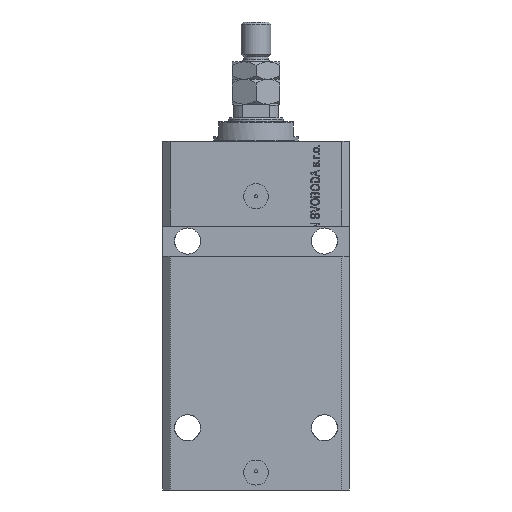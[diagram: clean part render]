
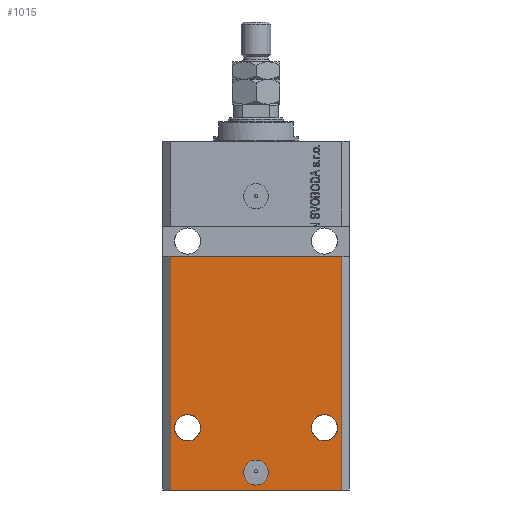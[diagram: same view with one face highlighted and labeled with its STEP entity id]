
A CAD part, front view. The second image highlights one B-rep face of the part: STEP entity #1015.
In plain terms, the highlighted planar face has unit normal (0, -1, 0).
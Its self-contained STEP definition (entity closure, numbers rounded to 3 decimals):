
#93 = EDGE_LOOP ( 'NONE', ( #22498, #17259, #1936, #7958 ) ) ;
#94 = CIRCLE ( 'NONE', #41938, 5.25 ) ;
#691 = CARTESIAN_POINT ( 'NONE',  ( 32.75, -27.5, -115. ) ) ;
#794 = AXIS2_PLACEMENT_3D ( 'NONE', #32571, #25151, #13295 ) ;
#1015 = ADVANCED_FACE ( 'NONE', ( #27336, #38244, #1377, #41971 ), #26608, .T. ) ;
#1361 = AXIS2_PLACEMENT_3D ( 'NONE', #20859, #40157, #13708 ) ;
#1377 = FACE_BOUND ( 'NONE', #40583, .T. ) ;
#1794 = DIRECTION ( 'NONE',  ( 1., 0., 0. ) ) ;
#1936 = ORIENTED_EDGE ( 'NONE', *, *, #9693, .T. ) ;
#2992 = ORIENTED_EDGE ( 'NONE', *, *, #27953, .F. ) ;
#3803 = DIRECTION ( 'NONE',  ( 1., 0., 0. ) ) ;
#4018 = EDGE_CURVE ( 'NONE', #47873, #47100, #6401, .T. ) ;
#4732 = CARTESIAN_POINT ( 'NONE',  ( 22.25, -27.5, -115. ) ) ;
#5956 = CARTESIAN_POINT ( 'NONE',  ( -27.5, -27.5, -115. ) ) ;
#5992 = VECTOR ( 'NONE', #34740, 1000. ) ;
#6267 = VECTOR ( 'NONE', #10961, 1000. ) ;
#6401 = CIRCLE ( 'NONE', #16651, 5. ) ;
#6921 = EDGE_CURVE ( 'NONE', #15353, #40753, #19401, .T. ) ;
#7431 = ORIENTED_EDGE ( 'NONE', *, *, #34474, .F. ) ;
#7958 = ORIENTED_EDGE ( 'NONE', *, *, #21640, .T. ) ;
#9209 = CARTESIAN_POINT ( 'NONE',  ( 27.5, -27.5, -115. ) ) ;
#9693 = EDGE_CURVE ( 'NONE', #15353, #27392, #33247, .T. ) ;
#10173 = DIRECTION ( 'NONE',  ( -1., 0., 0. ) ) ;
#10433 = VERTEX_POINT ( 'NONE', #19927 ) ;
#10859 = CARTESIAN_POINT ( 'NONE',  ( 34.5, -27.5, -140. ) ) ;
#10961 = DIRECTION ( 'NONE',  ( 0., 0., 1. ) ) ;
#12620 = AXIS2_PLACEMENT_3D ( 'NONE', #19680, #35023, #16454 ) ;
#12796 = VERTEX_POINT ( 'NONE', #46671 ) ;
#13295 = DIRECTION ( 'NONE',  ( 1., 0., 0. ) ) ;
#13708 = DIRECTION ( 'NONE',  ( -1., 0., 0. ) ) ;
#14915 = CARTESIAN_POINT ( 'NONE',  ( 34.5, -27.5, -140. ) ) ;
#15270 = VERTEX_POINT ( 'NONE', #23110 ) ;
#15353 = VERTEX_POINT ( 'NONE', #32656 ) ;
#15356 = CARTESIAN_POINT ( 'NONE',  ( -34.5, -27.5, -46. ) ) ;
#15452 = CARTESIAN_POINT ( 'NONE',  ( -34.5, -27.5, -140. ) ) ;
#16454 = DIRECTION ( 'NONE',  ( 0., 0., -1. ) ) ;
#16651 = AXIS2_PLACEMENT_3D ( 'NONE', #33113, #37076, #32863 ) ;
#17201 = VERTEX_POINT ( 'NONE', #691 ) ;
#17228 = AXIS2_PLACEMENT_3D ( 'NONE', #5956, #47526, #10173 ) ;
#17259 = ORIENTED_EDGE ( 'NONE', *, *, #6921, .F. ) ;
#19315 = DIRECTION ( 'NONE',  ( 1., 0., 0. ) ) ;
#19401 = LINE ( 'NONE', #15452, #5992 ) ;
#19680 = CARTESIAN_POINT ( 'NONE',  ( -34.5, -27.5, -140. ) ) ;
#19927 = CARTESIAN_POINT ( 'NONE',  ( -32.75, -27.5, -115. ) ) ;
#20493 = VERTEX_POINT ( 'NONE', #4732 ) ;
#20859 = CARTESIAN_POINT ( 'NONE',  ( -27.5, -27.5, -115. ) ) ;
#21346 = EDGE_LOOP ( 'NONE', ( #22574, #42029 ) ) ;
#21640 = EDGE_CURVE ( 'NONE', #27392, #12796, #37905, .T. ) ;
#22401 = ORIENTED_EDGE ( 'NONE', *, *, #45972, .F. ) ;
#22488 = ORIENTED_EDGE ( 'NONE', *, *, #39662, .F. ) ;
#22498 = ORIENTED_EDGE ( 'NONE', *, *, #40606, .F. ) ;
#22574 = ORIENTED_EDGE ( 'NONE', *, *, #47011, .F. ) ;
#22577 = VECTOR ( 'NONE', #3803, 1000. ) ;
#23110 = CARTESIAN_POINT ( 'NONE',  ( -22.25, -27.5, -115. ) ) ;
#23804 = CIRCLE ( 'NONE', #794, 5. ) ;
#25151 = DIRECTION ( 'NONE',  ( 0., -1., 0. ) ) ;
#26608 = PLANE ( 'NONE',  #12620 ) ;
#27336 = FACE_BOUND ( 'NONE', #21346, .T. ) ;
#27392 = VERTEX_POINT ( 'NONE', #10859 ) ;
#27953 = EDGE_CURVE ( 'NONE', #17201, #20493, #36504, .T. ) ;
#30350 = EDGE_LOOP ( 'NONE', ( #2992, #22401 ) ) ;
#30434 = CARTESIAN_POINT ( 'NONE',  ( 27.5, -27.5, -115. ) ) ;
#32571 = CARTESIAN_POINT ( 'NONE',  ( 0., -27.5, -133. ) ) ;
#32656 = CARTESIAN_POINT ( 'NONE',  ( -34.5, -27.5, -140. ) ) ;
#32863 = DIRECTION ( 'NONE',  ( 1., 0., 0. ) ) ;
#33113 = CARTESIAN_POINT ( 'NONE',  ( 0., -27.5, -133. ) ) ;
#33168 = LINE ( 'NONE', #48280, #40982 ) ;
#33247 = LINE ( 'NONE', #33731, #22577 ) ;
#33731 = CARTESIAN_POINT ( 'NONE',  ( -34.5, -27.5, -140. ) ) ;
#34474 = EDGE_CURVE ( 'NONE', #15270, #10433, #41552, .T. ) ;
#34740 = DIRECTION ( 'NONE',  ( 0., 0., 1. ) ) ;
#34948 = AXIS2_PLACEMENT_3D ( 'NONE', #30434, #45797, #19315 ) ;
#35023 = DIRECTION ( 'NONE',  ( 0., -1., 0. ) ) ;
#35396 = CIRCLE ( 'NONE', #17228, 5.25 ) ;
#36504 = CIRCLE ( 'NONE', #34948, 5.25 ) ;
#37076 = DIRECTION ( 'NONE',  ( 0., -1., 0. ) ) ;
#37905 = LINE ( 'NONE', #14915, #6267 ) ;
#38244 = FACE_BOUND ( 'NONE', #30350, .T. ) ;
#39273 = CARTESIAN_POINT ( 'NONE',  ( -5., -27.5, -133. ) ) ;
#39662 = EDGE_CURVE ( 'NONE', #10433, #15270, #35396, .T. ) ;
#40103 = DIRECTION ( 'NONE',  ( 1., 0., 0. ) ) ;
#40157 = DIRECTION ( 'NONE',  ( 0., -1., 0. ) ) ;
#40583 = EDGE_LOOP ( 'NONE', ( #7431, #22488 ) ) ;
#40606 = EDGE_CURVE ( 'NONE', #40753, #12796, #33168, .T. ) ;
#40753 = VERTEX_POINT ( 'NONE', #15356 ) ;
#40982 = VECTOR ( 'NONE', #40103, 1000. ) ;
#41176 = CARTESIAN_POINT ( 'NONE',  ( 5., -27.5, -133. ) ) ;
#41552 = CIRCLE ( 'NONE', #1361, 5.25 ) ;
#41938 = AXIS2_PLACEMENT_3D ( 'NONE', #9209, #42370, #1794 ) ;
#41971 = FACE_OUTER_BOUND ( 'NONE', #93, .T. ) ;
#42029 = ORIENTED_EDGE ( 'NONE', *, *, #4018, .F. ) ;
#42370 = DIRECTION ( 'NONE',  ( 0., -1., 0. ) ) ;
#45797 = DIRECTION ( 'NONE',  ( 0., -1., 0. ) ) ;
#45972 = EDGE_CURVE ( 'NONE', #20493, #17201, #94, .T. ) ;
#46671 = CARTESIAN_POINT ( 'NONE',  ( 34.5, -27.5, -46. ) ) ;
#47011 = EDGE_CURVE ( 'NONE', #47100, #47873, #23804, .T. ) ;
#47100 = VERTEX_POINT ( 'NONE', #41176 ) ;
#47526 = DIRECTION ( 'NONE',  ( 0., -1., 0. ) ) ;
#47873 = VERTEX_POINT ( 'NONE', #39273 ) ;
#48280 = CARTESIAN_POINT ( 'NONE',  ( -37.5, -27.5, -46. ) ) ;
